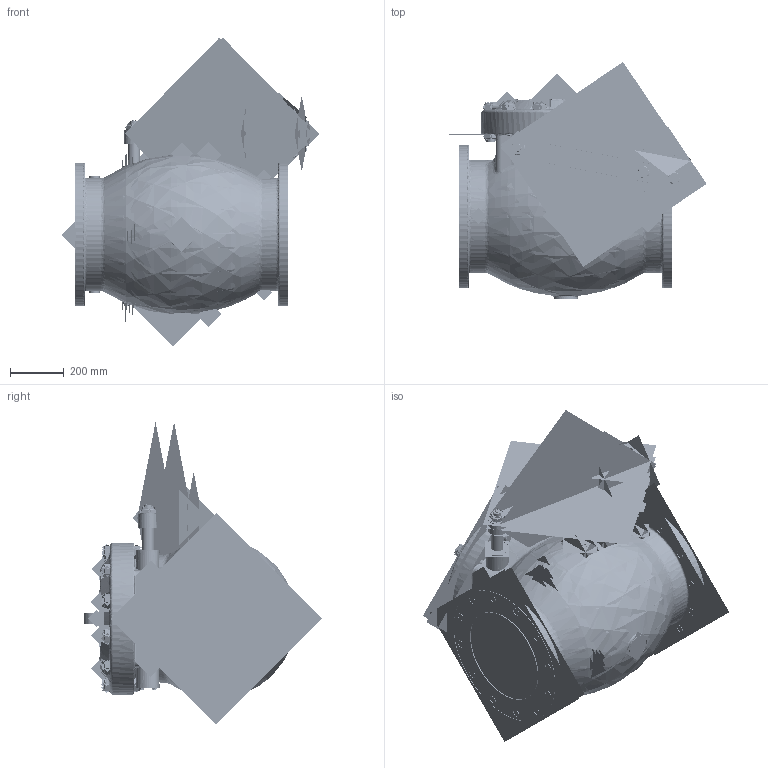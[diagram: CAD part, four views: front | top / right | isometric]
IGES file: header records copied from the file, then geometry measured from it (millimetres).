
Start section:  PTC IGES file: swing_check_valve_80005-flxfl-c_asm.igs
Global section: file name: swing_check_valve_80005-flxfl-c_asm.igs; native system: Creo Parametric by Parametric Technology Corporation; preprocessor: 2013050; author: HAPPY; organization: Unknown; date: 20161221.164555; units: inch
Bounding box: 969.47 x 965.08 x 1145.79 mm (x, y, z)
Volume: 78082844.1 mm3; surface area: 32063109.1 mm2
Topology: 58 solids, 58 shells, 3622 faces, 18064 edges, 22649 vertices
Faces by surface type: revolution 2200, bspline 1422
